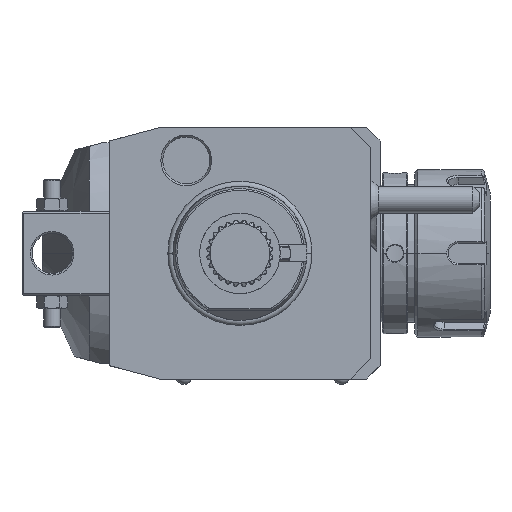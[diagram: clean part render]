
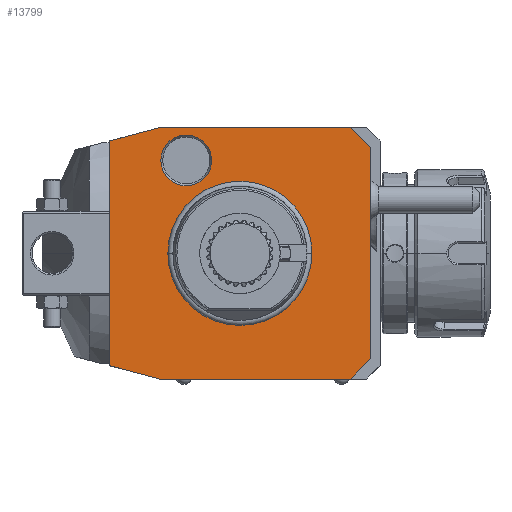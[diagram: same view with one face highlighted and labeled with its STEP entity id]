
A CAD part, front view. The second image highlights one B-rep face of the part: STEP entity #13799.
In plain terms, the highlighted planar face has unit normal (0, -1, 0).
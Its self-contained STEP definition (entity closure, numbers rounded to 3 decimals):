
#1=DIRECTION('',(0.966,0.,-0.259));
#2=VECTOR('',#1,15.529);
#3=CARTESIAN_POINT('',(-39.,0.,-33.481));
#4=LINE('',#3,#2);
#5=DIRECTION('',(0.,0.,-1.));
#6=VECTOR('',#5,66.962);
#7=CARTESIAN_POINT('',(-39.,0.,33.481));
#8=LINE('',#7,#6);
#9=DIRECTION('',(-0.966,0.,-0.259));
#10=VECTOR('',#9,15.529);
#11=CARTESIAN_POINT('',(-24.,0.,37.5));
#12=LINE('',#11,#10);
#13=DIRECTION('',(-1.,0.,0.));
#14=VECTOR('',#13,57.);
#15=CARTESIAN_POINT('',(33.,0.,37.5));
#16=LINE('',#15,#14);
#17=DIRECTION('',(-0.707,0.,0.707));
#18=VECTOR('',#17,8.485);
#19=CARTESIAN_POINT('',(39.,0.,31.5));
#20=LINE('',#19,#18);
#21=DIRECTION('',(0.,0.,1.));
#22=VECTOR('',#21,63.);
#23=CARTESIAN_POINT('',(39.,0.,-31.5));
#24=LINE('',#23,#22);
#25=DIRECTION('',(0.707,0.,0.707));
#26=VECTOR('',#25,8.485);
#27=CARTESIAN_POINT('',(33.,0.,-37.5));
#28=LINE('',#27,#26);
#29=DIRECTION('',(1.,0.,0.));
#30=VECTOR('',#29,57.);
#31=CARTESIAN_POINT('',(-24.,0.,-37.5));
#32=LINE('',#31,#30);
#33=CARTESIAN_POINT('',(-16.,0.,27.713));
#34=DIRECTION('',(0.,1.,0.));
#35=DIRECTION('',(-1.,0.,0.));
#36=AXIS2_PLACEMENT_3D('',#33,#34,#35);
#38=CARTESIAN_POINT('',(-16.,0.,27.713));
#39=DIRECTION('',(0.,1.,0.));
#40=DIRECTION('',(1.,0.,0.));
#41=AXIS2_PLACEMENT_3D('',#38,#39,#40);
#7540=CARTESIAN_POINT('',(0.,0.,0.));
#7541=DIRECTION('',(0.,1.,0.));
#7542=DIRECTION('',(-1.,0.,0.));
#7543=AXIS2_PLACEMENT_3D('',#7540,#7541,#7542);
#7545=CARTESIAN_POINT('',(0.,0.,0.));
#7546=DIRECTION('',(0.,1.,0.));
#7547=DIRECTION('',(1.,0.,0.));
#7548=AXIS2_PLACEMENT_3D('',#7545,#7546,#7547);
#12455=CARTESIAN_POINT('',(-23.577,0.,
27.713));
#12456=CARTESIAN_POINT('',(-8.423,0.,
27.713));
#12457=VERTEX_POINT('',#12455);
#12458=VERTEX_POINT('',#12456);
#13378=CARTESIAN_POINT('',(-39.,0.,-33.481));
#13379=CARTESIAN_POINT('',(-24.,0.,-37.5));
#13380=VERTEX_POINT('',#13378);
#13381=VERTEX_POINT('',#13379);
#13382=CARTESIAN_POINT('',(33.,0.,-37.5));
#13383=VERTEX_POINT('',#13382);
#13384=CARTESIAN_POINT('',(39.,0.,-31.5));
#13385=VERTEX_POINT('',#13384);
#13386=CARTESIAN_POINT('',(39.,0.,31.5));
#13387=VERTEX_POINT('',#13386);
#13388=CARTESIAN_POINT('',(33.,0.,37.5));
#13389=VERTEX_POINT('',#13388);
#13390=CARTESIAN_POINT('',(-24.,0.,37.5));
#13391=VERTEX_POINT('',#13390);
#13392=CARTESIAN_POINT('',(-39.,0.,33.481));
#13393=VERTEX_POINT('',#13392);
#13654=CARTESIAN_POINT('',(-21.137,0.,0.));
#13655=CARTESIAN_POINT('',(21.137,0.,0.));
#13656=VERTEX_POINT('',#13654);
#13657=VERTEX_POINT('',#13655);
#13764=CARTESIAN_POINT('',(0.,0.,0.));
#13765=DIRECTION('',(0.,-1.,0.));
#13766=DIRECTION('',(-1.,0.,0.));
#13767=AXIS2_PLACEMENT_3D('',#13764,#13765,#13766);
#13768=PLANE('',#13767);
#13770=ORIENTED_EDGE('',*,*,#13769,.F.);
#13772=ORIENTED_EDGE('',*,*,#13771,.F.);
#13774=ORIENTED_EDGE('',*,*,#13773,.F.);
#13776=ORIENTED_EDGE('',*,*,#13775,.F.);
#13778=ORIENTED_EDGE('',*,*,#13777,.F.);
#13780=ORIENTED_EDGE('',*,*,#13779,.F.);
#13782=ORIENTED_EDGE('',*,*,#13781,.F.);
#13784=ORIENTED_EDGE('',*,*,#13783,.F.);
#13785=EDGE_LOOP('',(#13770,#13772,#13774,#13776,#13778,#13780,#13782,#13784));
#13786=FACE_OUTER_BOUND('',#13785,.F.);
#13788=ORIENTED_EDGE('',*,*,#13787,.F.);
#13790=ORIENTED_EDGE('',*,*,#13789,.F.);
#13791=EDGE_LOOP('',(#13788,#13790));
#13792=FACE_BOUND('',#13791,.F.);
#13794=ORIENTED_EDGE('',*,*,#13793,.F.);
#13796=ORIENTED_EDGE('',*,*,#13795,.F.);
#13797=EDGE_LOOP('',(#13794,#13796));
#13798=FACE_BOUND('',#13797,.F.);
#37=CIRCLE('',#36,7.577);
#42=CIRCLE('',#41,7.577);
#7544=CIRCLE('',#7543,21.137);
#7549=CIRCLE('',#7548,21.137);
#13769=EDGE_CURVE('',#13380,#13381,#4,.T.);
#13771=EDGE_CURVE('',#13393,#13380,#8,.T.);
#13773=EDGE_CURVE('',#13391,#13393,#12,.T.);
#13775=EDGE_CURVE('',#13389,#13391,#16,.T.);
#13777=EDGE_CURVE('',#13387,#13389,#20,.T.);
#13779=EDGE_CURVE('',#13385,#13387,#24,.T.);
#13781=EDGE_CURVE('',#13383,#13385,#28,.T.);
#13783=EDGE_CURVE('',#13381,#13383,#32,.T.);
#13787=EDGE_CURVE('',#13656,#13657,#7544,.T.);
#13789=EDGE_CURVE('',#13657,#13656,#7549,.T.);
#13793=EDGE_CURVE('',#12457,#12458,#37,.T.);
#13795=EDGE_CURVE('',#12458,#12457,#42,.T.);
#13799=ADVANCED_FACE('',(#13786,#13792,#13798),#13768,.T.);
